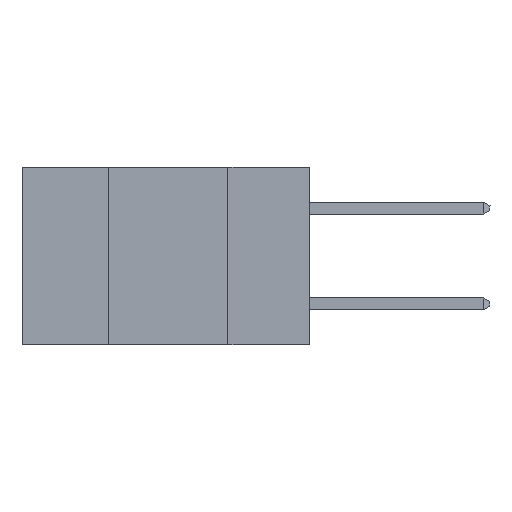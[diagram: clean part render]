
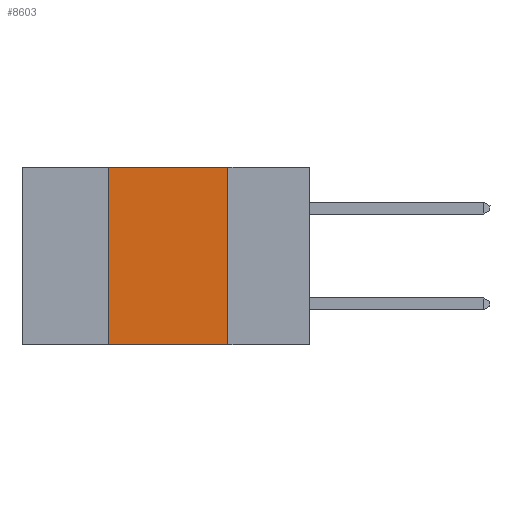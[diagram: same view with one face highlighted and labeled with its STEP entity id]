
A CAD part, left-side view. The second image highlights one B-rep face of the part: STEP entity #8603.
In plain terms, the highlighted planar face has unit normal (-1, 0, 0).
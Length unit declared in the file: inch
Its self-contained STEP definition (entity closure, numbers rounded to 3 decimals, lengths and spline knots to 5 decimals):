
#12 = VECTOR ( 'NONE', #3693, 39.37008 ) ;
#199 = DIRECTION ( 'NONE',  ( 0., 0., -1. ) ) ;
#581 = VERTEX_POINT ( 'NONE', #10881 ) ;
#997 = ORIENTED_EDGE ( 'NONE', *, *, #7908, .T. ) ;
#1212 = VERTEX_POINT ( 'NONE', #6849 ) ;
#1496 = VERTEX_POINT ( 'NONE', #1499 ) ;
#1499 = CARTESIAN_POINT ( 'NONE',  ( 0., 0.17, 0. ) ) ;
#2097 = CARTESIAN_POINT ( 'NONE',  ( 0., 0.17, 0. ) ) ;
#2170 = DIRECTION ( 'NONE',  ( 0., -1., 0. ) ) ;
#2306 = DIRECTION ( 'NONE',  ( 0., 0., -1. ) ) ;
#3693 = DIRECTION ( 'NONE',  ( 0., -1., 0. ) ) ;
#6053 = CARTESIAN_POINT ( 'NONE',  ( 0., 0.42, 0. ) ) ;
#6296 = CARTESIAN_POINT ( 'NONE',  ( 0., 0.6, 0. ) ) ;
#6440 = ORIENTED_EDGE ( 'NONE', *, *, #11596, .F. ) ;
#6849 = CARTESIAN_POINT ( 'NONE',  ( 0., 0.17, -0.37 ) ) ;
#6851 = CARTESIAN_POINT ( 'NONE',  ( 0., 0.42, -0.37 ) ) ;
#7221 = LINE ( 'NONE', #2097, #11481 ) ;
#7299 = PLANE ( 'NONE',  #11931 ) ;
#7866 = VERTEX_POINT ( 'NONE', #6851 ) ;
#7908 = EDGE_CURVE ( 'NONE', #7866, #1212, #10997, .T. ) ;
#8399 = CARTESIAN_POINT ( 'NONE',  ( 0., 0.6, 0. ) ) ;
#8603 = ADVANCED_FACE ( 'NONE', ( #12397 ), #7299, .F. ) ;
#8607 = EDGE_CURVE ( 'NONE', #581, #1496, #10508, .T. ) ;
#9012 = ORIENTED_EDGE ( 'NONE', *, *, #8607, .F. ) ;
#9703 = EDGE_LOOP ( 'NONE', ( #12857, #9012, #6440, #997 ) ) ;
#10131 = LINE ( 'NONE', #6053, #12088 ) ;
#10508 = LINE ( 'NONE', #8399, #12360 ) ;
#10881 = CARTESIAN_POINT ( 'NONE',  ( 0., 0.42, 0. ) ) ;
#10997 = LINE ( 'NONE', #12960, #12 ) ;
#11481 = VECTOR ( 'NONE', #2306, 39.37008 ) ;
#11596 = EDGE_CURVE ( 'NONE', #7866, #581, #10131, .T. ) ;
#11931 = AXIS2_PLACEMENT_3D ( 'NONE', #6296, #12674, #199 ) ;
#12088 = VECTOR ( 'NONE', #13379, 39.37008 ) ;
#12360 = VECTOR ( 'NONE', #2170, 39.37008 ) ;
#12397 = FACE_OUTER_BOUND ( 'NONE', #9703, .T. ) ;
#12674 = DIRECTION ( 'NONE',  ( 1., 0., 0. ) ) ;
#12857 = ORIENTED_EDGE ( 'NONE', *, *, #13124, .F. ) ;
#12960 = CARTESIAN_POINT ( 'NONE',  ( 0., 0.6, -0.37 ) ) ;
#13124 = EDGE_CURVE ( 'NONE', #1496, #1212, #7221, .T. ) ;
#13379 = DIRECTION ( 'NONE',  ( 0., 0., 1. ) ) ;
